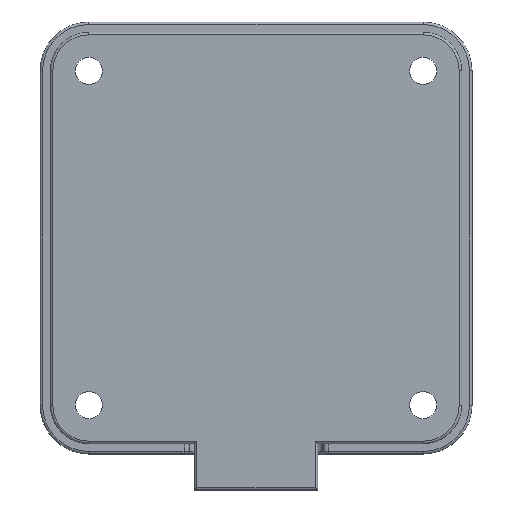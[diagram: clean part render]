
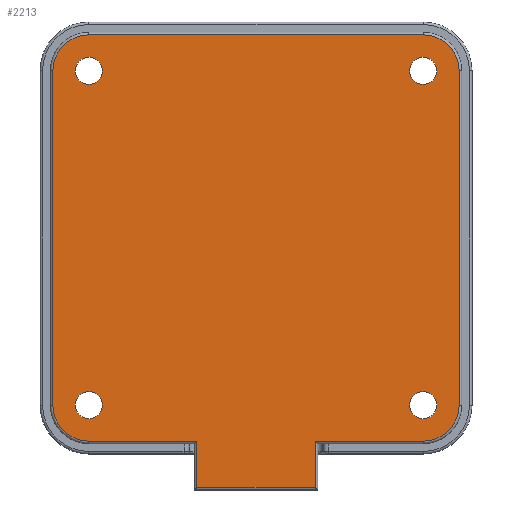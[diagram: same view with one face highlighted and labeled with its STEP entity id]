
A CAD part, front view. The second image highlights one B-rep face of the part: STEP entity #2213.
In plain terms, the highlighted planar face has unit normal (0, -1, 0).
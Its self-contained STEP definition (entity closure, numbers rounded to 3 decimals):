
#348=CARTESIAN_POINT('',(32.5,-25.,32.5));
#349=DIRECTION('',(0.,1.,0.));
#350=DIRECTION('',(1.,0.,0.));
#351=AXIS2_PLACEMENT_3D('',#348,#349,#350);
#356=CARTESIAN_POINT('',(32.5,-25.,32.5));
#357=DIRECTION('',(0.,1.,0.));
#358=DIRECTION('',(-1.,0.,0.));
#359=AXIS2_PLACEMENT_3D('',#356,#357,#358);
#364=CARTESIAN_POINT('',(32.5,-25.,-32.5));
#365=DIRECTION('',(0.,1.,0.));
#366=DIRECTION('',(0.,0.,-1.));
#367=AXIS2_PLACEMENT_3D('',#364,#365,#366);
#372=CARTESIAN_POINT('',(32.5,-25.,-32.5));
#373=DIRECTION('',(0.,1.,0.));
#374=DIRECTION('',(0.,0.,1.));
#375=AXIS2_PLACEMENT_3D('',#372,#373,#374);
#380=CARTESIAN_POINT('',(-32.5,-25.,-32.5));
#381=DIRECTION('',(0.,1.,0.));
#382=DIRECTION('',(-1.,0.,0.));
#383=AXIS2_PLACEMENT_3D('',#380,#381,#382);
#388=CARTESIAN_POINT('',(-32.5,-25.,-32.5));
#389=DIRECTION('',(0.,1.,0.));
#390=DIRECTION('',(1.,0.,0.));
#391=AXIS2_PLACEMENT_3D('',#388,#389,#390);
#396=CARTESIAN_POINT('',(-32.5,-25.,32.5));
#397=DIRECTION('',(0.,1.,0.));
#398=DIRECTION('',(0.,0.,1.));
#399=AXIS2_PLACEMENT_3D('',#396,#397,#398);
#404=CARTESIAN_POINT('',(-32.5,-25.,32.5));
#405=DIRECTION('',(0.,1.,0.));
#406=DIRECTION('',(0.,0.,-1.));
#407=AXIS2_PLACEMENT_3D('',#404,#405,#406);
#412=CARTESIAN_POINT('',(32.5,-25.,32.5));
#413=DIRECTION('',(0.,-1.,0.));
#414=DIRECTION('',(1.,0.,0.));
#415=AXIS2_PLACEMENT_3D('',#412,#413,#414);
#420=DIRECTION('',(0.,0.,1.));
#421=VECTOR('',#420,65.);
#422=CARTESIAN_POINT('',(39.5,-25.,-32.5));
#423=LINE('',#422,#421);
#427=CARTESIAN_POINT('',(32.5,-25.,-32.5));
#428=DIRECTION('',(0.,-1.,0.));
#429=DIRECTION('',(0.,0.,-1.));
#430=AXIS2_PLACEMENT_3D('',#427,#428,#429);
#435=DIRECTION('',(1.,0.,0.));
#436=VECTOR('',#435,21.);
#437=CARTESIAN_POINT('',(11.5,-25.,-39.5));
#438=LINE('',#437,#436);
#442=DIRECTION('',(0.,0.,1.));
#443=VECTOR('',#442,9.);
#444=CARTESIAN_POINT('',(11.5,-25.,-48.5));
#445=LINE('',#444,#443);
#449=DIRECTION('',(-1.,0.,0.));
#450=VECTOR('',#449,23.);
#451=CARTESIAN_POINT('',(11.5,-25.,-48.5));
#452=LINE('',#451,#450);
#456=DIRECTION('',(0.,0.,1.));
#457=VECTOR('',#456,9.);
#458=CARTESIAN_POINT('',(-11.5,-25.,-48.5));
#459=LINE('',#458,#457);
#463=DIRECTION('',(1.,0.,0.));
#464=VECTOR('',#463,21.);
#465=CARTESIAN_POINT('',(-32.5,-25.,-39.5));
#466=LINE('',#465,#464);
#470=CARTESIAN_POINT('',(-32.5,-25.,-32.5));
#471=DIRECTION('',(0.,-1.,0.));
#472=DIRECTION('',(-1.,0.,0.));
#473=AXIS2_PLACEMENT_3D('',#470,#471,#472);
#478=DIRECTION('',(0.,0.,-1.));
#479=VECTOR('',#478,65.);
#480=CARTESIAN_POINT('',(-39.5,-25.,32.5));
#481=LINE('',#480,#479);
#485=CARTESIAN_POINT('',(-32.5,-25.,32.5));
#486=DIRECTION('',(0.,-1.,0.));
#487=DIRECTION('',(0.,0.,1.));
#488=AXIS2_PLACEMENT_3D('',#485,#486,#487);
#493=DIRECTION('',(-1.,0.,0.));
#494=VECTOR('',#493,65.);
#495=CARTESIAN_POINT('',(32.5,-25.,39.5));
#496=LINE('',#495,#494);
#1368=CARTESIAN_POINT('',(-11.5,-25.,-39.5));
#1671=CARTESIAN_POINT('',(35.15,-25.,32.5));
#1672=CARTESIAN_POINT('',(29.85,-25.,32.5));
#1673=VERTEX_POINT('',#1671);
#1674=VERTEX_POINT('',#1672);
#1687=CARTESIAN_POINT('',(32.5,-25.,-35.15));
#1688=CARTESIAN_POINT('',(32.5,-25.,-29.85));
#1689=VERTEX_POINT('',#1687);
#1690=VERTEX_POINT('',#1688);
#1703=CARTESIAN_POINT('',(-35.15,-25.,-32.5));
#1704=CARTESIAN_POINT('',(-29.85,-25.,-32.5));
#1705=VERTEX_POINT('',#1703);
#1706=VERTEX_POINT('',#1704);
#1719=CARTESIAN_POINT('',(-32.5,-25.,35.15));
#1720=CARTESIAN_POINT('',(-32.5,-25.,29.85));
#1721=VERTEX_POINT('',#1719);
#1722=VERTEX_POINT('',#1720);
#1775=CARTESIAN_POINT('',(39.5,-25.,32.5));
#1776=CARTESIAN_POINT('',(32.5,-25.,39.5));
#1777=VERTEX_POINT('',#1775);
#1778=VERTEX_POINT('',#1776);
#1783=CARTESIAN_POINT('',(-32.5,-25.,39.5));
#1784=VERTEX_POINT('',#1783);
#1787=CARTESIAN_POINT('',(-39.5,-25.,32.5));
#1788=VERTEX_POINT('',#1787);
#1791=CARTESIAN_POINT('',(-39.5,-25.,-32.5));
#1792=VERTEX_POINT('',#1791);
#1795=CARTESIAN_POINT('',(-32.5,-25.,-39.5));
#1796=VERTEX_POINT('',#1795);
#1799=CARTESIAN_POINT('',(11.5,-25.,-39.5));
#1800=CARTESIAN_POINT('',(32.5,-25.,-39.5));
#1801=VERTEX_POINT('',#1799);
#1802=VERTEX_POINT('',#1800);
#1807=CARTESIAN_POINT('',(39.5,-25.,-32.5));
#1808=VERTEX_POINT('',#1807);
#1820=VERTEX_POINT('',#1368);
#1839=CARTESIAN_POINT('',(11.5,-25.,-48.5));
#1840=VERTEX_POINT('',#1839);
#1841=CARTESIAN_POINT('',(-11.5,-25.,-48.5));
#1842=VERTEX_POINT('',#1841);
#2159=CARTESIAN_POINT('',(0.,-25.,0.));
#2160=DIRECTION('',(0.,-1.,0.));
#2161=DIRECTION('',(-1.,0.,0.));
#2162=AXIS2_PLACEMENT_3D('',#2159,#2160,#2161);
#2163=PLANE('',#2162);
#2165=ORIENTED_EDGE('',*,*,#2164,.F.);
#2167=ORIENTED_EDGE('',*,*,#2166,.F.);
#2169=ORIENTED_EDGE('',*,*,#2168,.F.);
#2170=ORIENTED_EDGE('',*,*,#2149,.F.);
#2172=ORIENTED_EDGE('',*,*,#2171,.F.);
#2174=ORIENTED_EDGE('',*,*,#2173,.T.);
#2176=ORIENTED_EDGE('',*,*,#2175,.T.);
#2178=ORIENTED_EDGE('',*,*,#2177,.F.);
#2180=ORIENTED_EDGE('',*,*,#2179,.F.);
#2182=ORIENTED_EDGE('',*,*,#2181,.F.);
#2184=ORIENTED_EDGE('',*,*,#2183,.F.);
#2186=ORIENTED_EDGE('',*,*,#2185,.F.);
#2187=EDGE_LOOP('',(#2165,#2167,#2169,#2170,#2172,#2174,#2176,#2178,#2180,#2182,
#2184,#2186));
#2188=FACE_OUTER_BOUND('',#2187,.F.);
#2190=ORIENTED_EDGE('',*,*,#2189,.F.);
#2192=ORIENTED_EDGE('',*,*,#2191,.F.);
#2193=EDGE_LOOP('',(#2190,#2192));
#2194=FACE_BOUND('',#2193,.F.);
#2196=ORIENTED_EDGE('',*,*,#2195,.F.);
#2198=ORIENTED_EDGE('',*,*,#2197,.F.);
#2199=EDGE_LOOP('',(#2196,#2198));
#2200=FACE_BOUND('',#2199,.F.);
#2202=ORIENTED_EDGE('',*,*,#2201,.F.);
#2204=ORIENTED_EDGE('',*,*,#2203,.F.);
#2205=EDGE_LOOP('',(#2202,#2204));
#2206=FACE_BOUND('',#2205,.F.);
#2208=ORIENTED_EDGE('',*,*,#2207,.F.);
#2210=ORIENTED_EDGE('',*,*,#2209,.F.);
#2211=EDGE_LOOP('',(#2208,#2210));
#2212=FACE_BOUND('',#2211,.F.);
#2213=ADVANCED_FACE('',(#2188,#2194,#2200,#2206,#2212),#2163,.T.);
#352=CIRCLE('',#351,2.65);
#360=CIRCLE('',#359,2.65);
#368=CIRCLE('',#367,2.65);
#376=CIRCLE('',#375,2.65);
#384=CIRCLE('',#383,2.65);
#392=CIRCLE('',#391,2.65);
#400=CIRCLE('',#399,2.65);
#408=CIRCLE('',#407,2.65);
#416=CIRCLE('',#415,7.);
#431=CIRCLE('',#430,7.);
#474=CIRCLE('',#473,7.);
#489=CIRCLE('',#488,7.);
#2149=EDGE_CURVE('',#1801,#1802,#438,.T.);
#2164=EDGE_CURVE('',#1777,#1778,#416,.T.);
#2166=EDGE_CURVE('',#1808,#1777,#423,.T.);
#2168=EDGE_CURVE('',#1802,#1808,#431,.T.);
#2171=EDGE_CURVE('',#1840,#1801,#445,.T.);
#2173=EDGE_CURVE('',#1840,#1842,#452,.T.);
#2175=EDGE_CURVE('',#1842,#1820,#459,.T.);
#2177=EDGE_CURVE('',#1796,#1820,#466,.T.);
#2179=EDGE_CURVE('',#1792,#1796,#474,.T.);
#2181=EDGE_CURVE('',#1788,#1792,#481,.T.);
#2183=EDGE_CURVE('',#1784,#1788,#489,.T.);
#2185=EDGE_CURVE('',#1778,#1784,#496,.T.);
#2189=EDGE_CURVE('',#1673,#1674,#352,.T.);
#2191=EDGE_CURVE('',#1674,#1673,#360,.T.);
#2195=EDGE_CURVE('',#1689,#1690,#368,.T.);
#2197=EDGE_CURVE('',#1690,#1689,#376,.T.);
#2201=EDGE_CURVE('',#1705,#1706,#384,.T.);
#2203=EDGE_CURVE('',#1706,#1705,#392,.T.);
#2207=EDGE_CURVE('',#1721,#1722,#400,.T.);
#2209=EDGE_CURVE('',#1722,#1721,#408,.T.);
